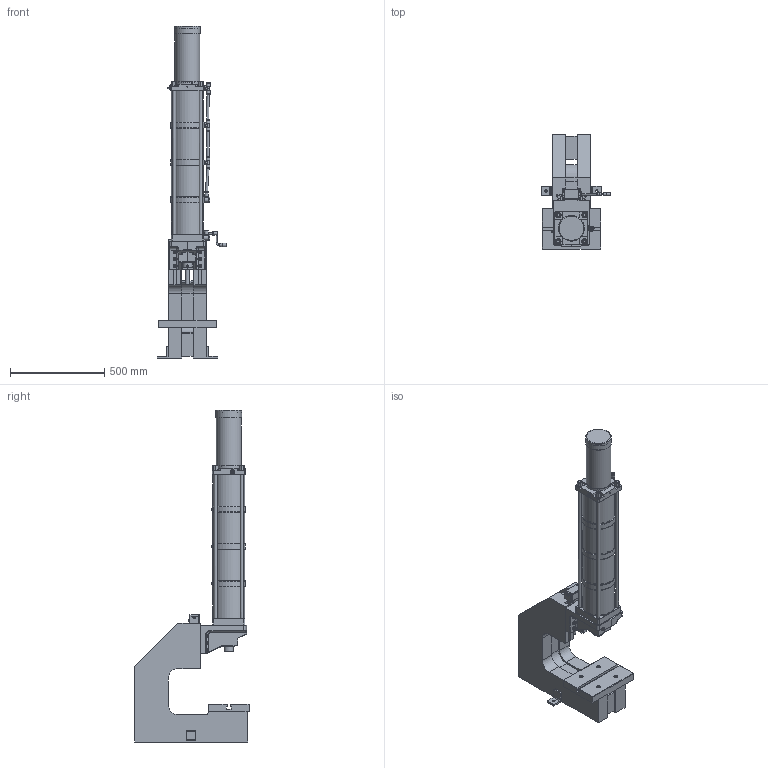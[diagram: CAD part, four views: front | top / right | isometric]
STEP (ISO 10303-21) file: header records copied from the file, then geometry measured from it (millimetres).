
FILE_DESCRIPTION(/* description */ ('Bausatz Ständer XL 6 HV-OST'),/* implementation_level */ '2;1');
FILE_NAME(/* name */ 'XL_DA_4500_120_300.stp',/* time_stamp */ '2014-10-22T08:11:38+02:00',/* author */ ('Finsterle'),/* organization */ (''),/* preprocessor_version */ 'ST-DEVELOPER v15.2',/* originating_system */ 'Autodesk Inventor 2014',/* authorisation */ '');
FILE_SCHEMA (('AUTOMOTIVE_DESIGN { 1 0 10303 214 3 1 1 }'));
Products named in the file (5): ENG-001594_V; ENG-004548_V; ENG-000378; ENG-000755; ENG-004550_V
Bounding box: 368.79 x 610 x 1763 mm (x, y, z)
Volume: 42999031.2 mm3; surface area: 3621544 mm2
Topology: 9 solids, 32 shells, 6875 faces, 18194 edges, 11974 vertices
Faces by surface type: plane 4029, bspline 1853, cylinder 515, cone 328, torus 132, sphere 18
Full cylindrical faces by diameter (mm): 1.2 x1, 2 x1, 2.4 x2, 2.459 x2, 2.5 x2, 3 x4, 3.242 x7, 3.3 x2, 3.65 x4, 4 x6, 4.134 x1, 4.2 x2, 4.5 x4, 4.917 x8, 4.918 x2, 5 x3, 6.2 x4, 6.4 x2, 6.5 x2, 6.647 x1, 8 x5, 8.4 x2, 8.5 x1, 9 x3, 10 x8, 10.02 x1, 10.106 x10, 10.5 x4, 11.5 x3, 11.8 x2
Entity records: 229658 total; most frequent: CARTESIAN_POINT 68990, ORIENTED_EDGE 34566, DIRECTION 24728, EDGE_CURVE 17256, VERTEX_POINT 11731, LINE 11556, VECTOR 11556, EDGE_LOOP 8238
